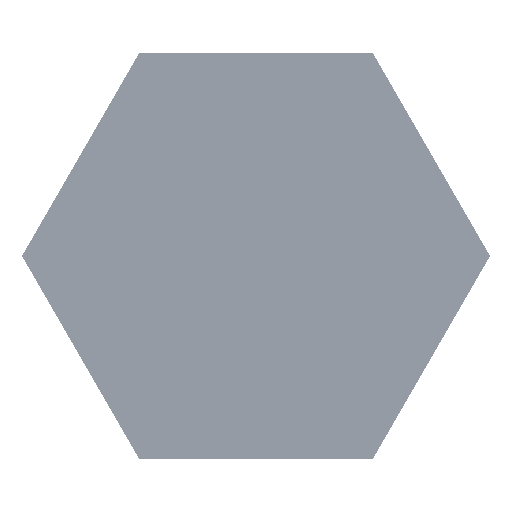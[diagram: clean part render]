
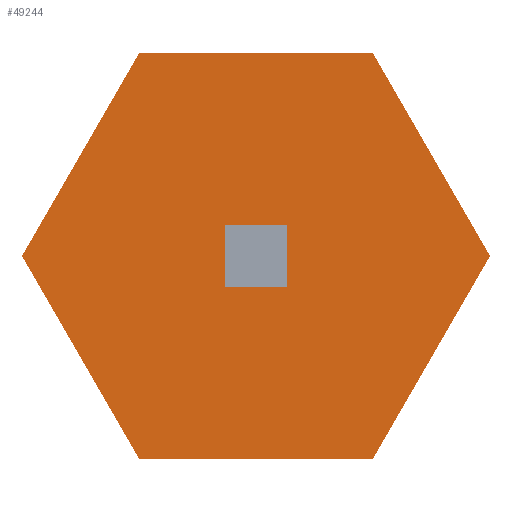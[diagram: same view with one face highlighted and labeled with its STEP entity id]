
A CAD part, front view. The second image highlights one B-rep face of the part: STEP entity #49244.
In plain terms, the highlighted face is planar.
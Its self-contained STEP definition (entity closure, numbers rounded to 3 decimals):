
#1103 = VERTEX_POINT ( 'NONE', #5258 ) ;
#5258 = CARTESIAN_POINT ( 'NONE',  ( -3000., 0., -300. ) ) ;
#8075 = PLANE ( 'NONE',  #58500 ) ;
#9306 = CARTESIAN_POINT ( 'NONE',  ( 0., 0., -300. ) ) ;
#13526 = DIRECTION ( 'NONE',  ( 1., 0., 0. ) ) ;
#14757 = DIRECTION ( 'NONE',  ( 1., 0., 0. ) ) ;
#15490 = CIRCLE ( 'NONE', #63369, 3000. ) ;
#15852 = CARTESIAN_POINT ( 'NONE',  ( 0., 0., -300. ) ) ;
#21330 = DIRECTION ( 'NONE',  ( 1., 0., 0. ) ) ;
#27116 = FACE_OUTER_BOUND ( 'NONE', #59439, .T. ) ;
#29659 = CARTESIAN_POINT ( 'NONE',  ( 0., 0., -300. ) ) ;
#34732 = EDGE_CURVE ( 'NONE', #35115, #1103, #15490, .T. ) ;
#35115 = VERTEX_POINT ( 'NONE', #39787 ) ;
#37828 = CIRCLE ( 'NONE', #54098, 3000. ) ;
#39787 = CARTESIAN_POINT ( 'NONE',  ( 3000., 0., -300. ) ) ;
#46006 = DIRECTION ( 'NONE',  ( 0., 0., 1. ) ) ;
#47197 = DIRECTION ( 'NONE',  ( 0., 0., 1. ) ) ;
#49244 = ADVANCED_FACE ( 'NONE', ( #27116 ), #8075, .F. ) ;
#53718 = DIRECTION ( 'NONE',  ( 0., 0., 1. ) ) ;
#54098 = AXIS2_PLACEMENT_3D ( 'NONE', #15852, #53718, #21330 ) ;
#58500 = AXIS2_PLACEMENT_3D ( 'NONE', #29659, #46006, #13526 ) ;
#59439 = EDGE_LOOP ( 'NONE', ( #65337, #66271 ) ) ;
#61621 = EDGE_CURVE ( 'NONE', #1103, #35115, #37828, .T. ) ;
#63369 = AXIS2_PLACEMENT_3D ( 'NONE', #9306, #47197, #14757 ) ;
#65337 = ORIENTED_EDGE ( 'NONE', *, *, #34732, .F. ) ;
#66271 = ORIENTED_EDGE ( 'NONE', *, *, #61621, .F. ) ;
